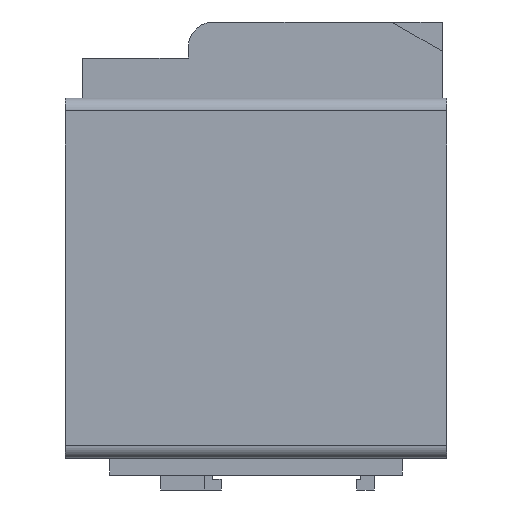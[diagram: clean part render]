
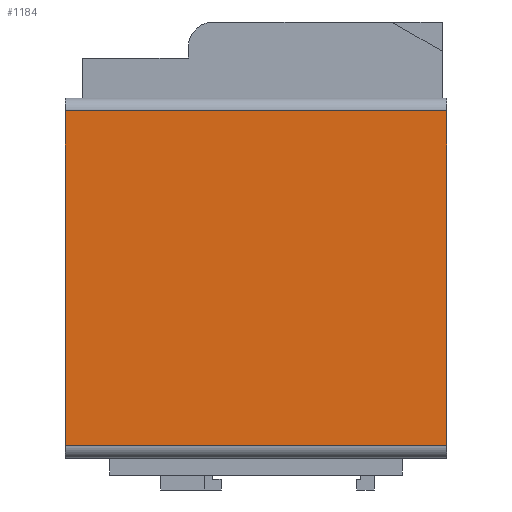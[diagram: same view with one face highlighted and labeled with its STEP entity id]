
A CAD part, left-side view. The second image highlights one B-rep face of the part: STEP entity #1184.
In plain terms, the highlighted planar face has unit normal (-1, 0, 0).
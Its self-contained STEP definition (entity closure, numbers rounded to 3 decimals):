
#94 = VERTEX_POINT ( 'NONE', #4184 ) ;
#111 = ORIENTED_EDGE ( 'NONE', *, *, #12808, .T. ) ;
#1086 = DIRECTION ( 'NONE',  ( 0., 0., 1. ) ) ;
#1117 = DIRECTION ( 'NONE',  ( 0., 1., 0. ) ) ;
#1184 = ADVANCED_FACE ( 'NONE', ( #1187 ), #6592, .T. ) ;
#1187 = FACE_OUTER_BOUND ( 'NONE', #7990, .T. ) ;
#1495 = VECTOR ( 'NONE', #7711, 1000. ) ;
#2147 = DIRECTION ( 'NONE',  ( -1., 0., 0. ) ) ;
#3047 = CARTESIAN_POINT ( 'NONE',  ( 0., -37.75, 7. ) ) ;
#3295 = DIRECTION ( 'NONE',  ( 0., 1., 0. ) ) ;
#4083 = ORIENTED_EDGE ( 'NONE', *, *, #4617, .F. ) ;
#4184 = CARTESIAN_POINT ( 'NONE',  ( 0., 52.25, 7. ) ) ;
#4456 = CARTESIAN_POINT ( 'NONE',  ( 0., -37.75, 86. ) ) ;
#4610 = VERTEX_POINT ( 'NONE', #13141 ) ;
#4617 = EDGE_CURVE ( 'NONE', #10224, #94, #6386, .T. ) ;
#5394 = CARTESIAN_POINT ( 'NONE',  ( 0., -37.75, 7. ) ) ;
#5889 = VECTOR ( 'NONE', #3295, 1000. ) ;
#6386 = LINE ( 'NONE', #12248, #7900 ) ;
#6592 = PLANE ( 'NONE',  #10016 ) ;
#6860 = VECTOR ( 'NONE', #1086, 1000. ) ;
#7711 = DIRECTION ( 'NONE',  ( 0., 0., 1. ) ) ;
#7785 = LINE ( 'NONE', #13298, #1495 ) ;
#7830 = LINE ( 'NONE', #4456, #5889 ) ;
#7900 = VECTOR ( 'NONE', #1117, 1000. ) ;
#7990 = EDGE_LOOP ( 'NONE', ( #13509, #9929, #4083, #111 ) ) ;
#9175 = EDGE_CURVE ( 'NONE', #94, #4610, #7785, .T. ) ;
#9929 = ORIENTED_EDGE ( 'NONE', *, *, #9175, .F. ) ;
#9970 = DIRECTION ( 'NONE',  ( 0., 1., 0. ) ) ;
#10016 = AXIS2_PLACEMENT_3D ( 'NONE', #13503, #2147, #9970 ) ;
#10088 = CARTESIAN_POINT ( 'NONE',  ( 0., -37.75, 86. ) ) ;
#10224 = VERTEX_POINT ( 'NONE', #3047 ) ;
#11215 = EDGE_CURVE ( 'NONE', #12817, #4610, #7830, .T. ) ;
#12073 = LINE ( 'NONE', #5394, #6860 ) ;
#12248 = CARTESIAN_POINT ( 'NONE',  ( 0., -37.75, 7. ) ) ;
#12808 = EDGE_CURVE ( 'NONE', #10224, #12817, #12073, .T. ) ;
#12817 = VERTEX_POINT ( 'NONE', #10088 ) ;
#13141 = CARTESIAN_POINT ( 'NONE',  ( 0., 52.25, 86. ) ) ;
#13298 = CARTESIAN_POINT ( 'NONE',  ( 0., 52.25, 7. ) ) ;
#13503 = CARTESIAN_POINT ( 'NONE',  ( 0., -37.75, 7. ) ) ;
#13509 = ORIENTED_EDGE ( 'NONE', *, *, #11215, .T. ) ;
